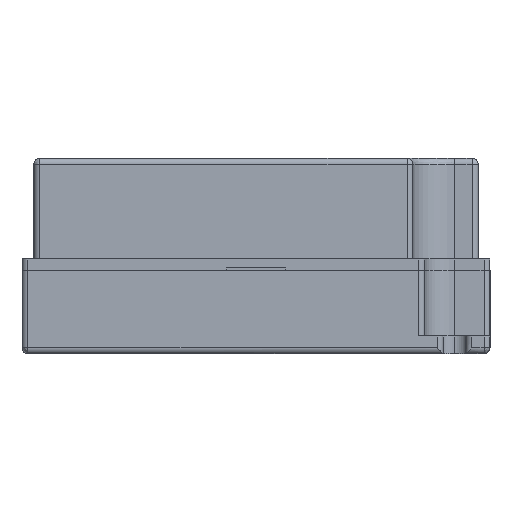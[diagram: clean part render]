
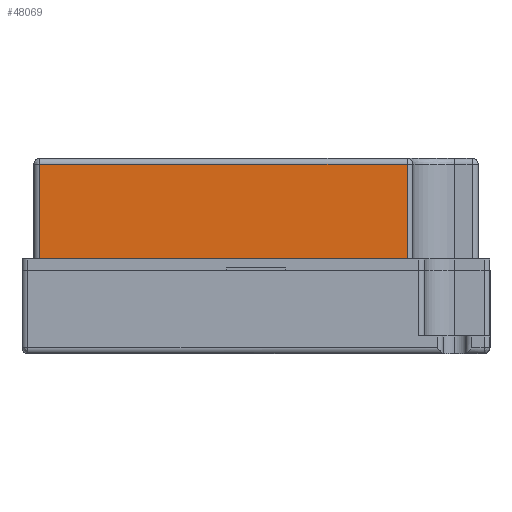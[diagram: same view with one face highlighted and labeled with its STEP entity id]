
A CAD part, left-side view. The second image highlights one B-rep face of the part: STEP entity #48069.
In plain terms, the highlighted planar face has unit normal (-1, 0, 0).
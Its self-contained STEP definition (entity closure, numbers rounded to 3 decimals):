
#657 = ORIENTED_EDGE ( 'NONE', *, *, #74165, .F. ) ;
#659 = ORIENTED_EDGE ( 'NONE', *, *, #74128, .F. ) ;
#661 = ORIENTED_EDGE ( 'NONE', *, *, #74134, .F. ) ;
#662 = ORIENTED_EDGE ( 'NONE', *, *, #74122, .F. ) ;
#3770 = LINE ( 'NONE', #4759, #3772 ) ;
#3772 = VECTOR ( 'NONE', #4760, 1000. ) ;
#3779 = LINE ( 'NONE', #4778, #3781 ) ;
#3781 = VECTOR ( 'NONE', #4773, 1000. ) ;
#3788 = LINE ( 'NONE', #4796, #3791 ) ;
#3791 = VECTOR ( 'NONE', #4797, 1000. ) ;
#3836 = LINE ( 'NONE', #4875, #3841 ) ;
#3841 = VECTOR ( 'NONE', #4871, 1000. ) ;
#4759 = CARTESIAN_POINT ( 'NONE',  ( -60.5, -25.5, 25. ) ) ;
#4760 = DIRECTION ( 'NONE',  ( 0., 0., -1. ) ) ;
#4773 = DIRECTION ( 'NONE',  ( 0., 0., 1. ) ) ;
#4778 = CARTESIAN_POINT ( 'NONE',  ( -60.5, 36.5, 25. ) ) ;
#4796 = CARTESIAN_POINT ( 'NONE',  ( -60.5, 37.5, 8. ) ) ;
#4797 = DIRECTION ( 'NONE',  ( 0., 1., 0. ) ) ;
#4871 = DIRECTION ( 'NONE',  ( 0., -1., 0. ) ) ;
#4875 = CARTESIAN_POINT ( 'NONE',  ( -60.5, -33.5, 24. ) ) ;
#5067 = VERTEX_POINT ( 'NONE', #27695 ) ;
#5068 = VERTEX_POINT ( 'NONE', #27696 ) ;
#5245 = VERTEX_POINT ( 'NONE', #27900 ) ;
#5432 = VERTEX_POINT ( 'NONE', #28087 ) ;
#27695 = CARTESIAN_POINT ( 'NONE',  ( -60.5, -25.5, 8. ) ) ;
#27696 = CARTESIAN_POINT ( 'NONE',  ( -60.5, -25.5, 24. ) ) ;
#27900 = CARTESIAN_POINT ( 'NONE',  ( -60.5, 36.5, 8. ) ) ;
#28087 = CARTESIAN_POINT ( 'NONE',  ( -60.5, 36.5, 24. ) ) ;
#31370 = CARTESIAN_POINT ( 'NONE',  ( -60.5, 37.5, 25. ) ) ;
#31386 = PLANE ( 'NONE',  #87329 ) ;
#31388 = DIRECTION ( 'NONE',  ( 1., 0., 0. ) ) ;
#31389 = DIRECTION ( 'NONE',  ( 0., 0., -1. ) ) ;
#48069 = ADVANCED_FACE ( 'NONE', ( #88801 ), #31386, .F. ) ;
#72066 = EDGE_LOOP ( 'NONE', ( #657, #659, #661, #662 ) ) ;
#74122 = EDGE_CURVE ( 'NONE', #5068, #5067, #3770, .T. ) ;
#74128 = EDGE_CURVE ( 'NONE', #5245, #5432, #3779, .T. ) ;
#74134 = EDGE_CURVE ( 'NONE', #5067, #5245, #3788, .T. ) ;
#74165 = EDGE_CURVE ( 'NONE', #5432, #5068, #3836, .T. ) ;
#87329 = AXIS2_PLACEMENT_3D ( 'NONE', #31370, #31388, #31389 ) ;
#88801 = FACE_OUTER_BOUND ( 'NONE', #72066, .T. ) ;
